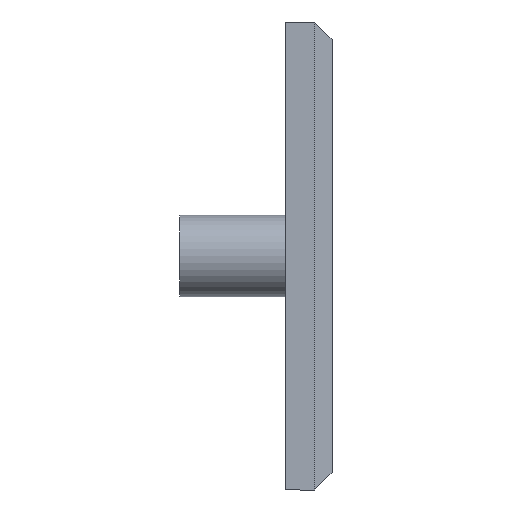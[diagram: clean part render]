
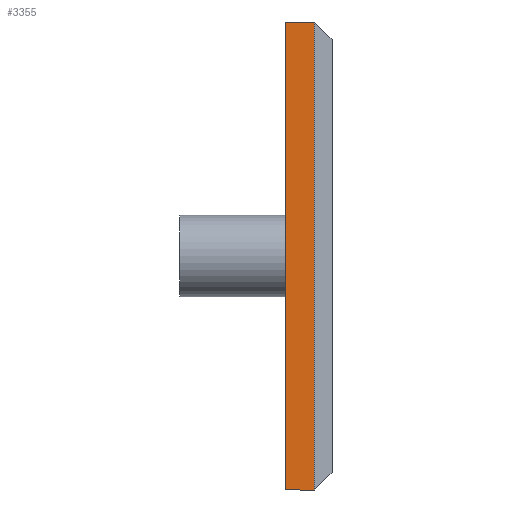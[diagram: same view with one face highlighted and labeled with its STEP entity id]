
A CAD part, left-side view. The second image highlights one B-rep face of the part: STEP entity #3355.
In plain terms, the highlighted planar face has unit normal (-1, 0, 0).
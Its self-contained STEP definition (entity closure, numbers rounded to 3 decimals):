
#19 = EDGE_CURVE ( 'NONE', #5432, #386, #1299, .T. ) ;
#45 = VECTOR ( 'NONE', #2684, 1000. ) ;
#386 = VERTEX_POINT ( 'NONE', #2705 ) ;
#406 = DIRECTION ( 'NONE',  ( 1., 0., 0. ) ) ;
#499 = CARTESIAN_POINT ( 'NONE',  ( -40., 4., 20. ) ) ;
#536 = ORIENTED_EDGE ( 'NONE', *, *, #4051, .F. ) ;
#990 = FACE_OUTER_BOUND ( 'NONE', #6052, .T. ) ;
#1179 = LINE ( 'NONE', #4050, #6243 ) ;
#1193 = DIRECTION ( 'NONE',  ( 0., 0., -1. ) ) ;
#1299 = LINE ( 'NONE', #4988, #6542 ) ;
#1393 = LINE ( 'NONE', #2162, #45 ) ;
#1576 = EDGE_CURVE ( 'NONE', #386, #6475, #3514, .T. ) ;
#1695 = VERTEX_POINT ( 'NONE', #2727 ) ;
#1860 = ORIENTED_EDGE ( 'NONE', *, *, #3006, .F. ) ;
#1926 = ORIENTED_EDGE ( 'NONE', *, *, #19, .F. ) ;
#2026 = DIRECTION ( 'NONE',  ( 0., 0., 1. ) ) ;
#2162 = CARTESIAN_POINT ( 'NONE',  ( -40., 4., -20. ) ) ;
#2684 = DIRECTION ( 'NONE',  ( 0., 1., 0. ) ) ;
#2705 = CARTESIAN_POINT ( 'NONE',  ( -40., 1.5, 20. ) ) ;
#2719 = CARTESIAN_POINT ( 'NONE',  ( -40., 1.5, 20. ) ) ;
#2727 = CARTESIAN_POINT ( 'NONE',  ( -40., 4., -20. ) ) ;
#3006 = EDGE_CURVE ( 'NONE', #6475, #1695, #1393, .T. ) ;
#3355 = ADVANCED_FACE ( 'NONE', ( #990 ), #5967, .F. ) ;
#3514 = LINE ( 'NONE', #2719, #4843 ) ;
#3969 = DIRECTION ( 'NONE',  ( 0., 0., -1. ) ) ;
#4050 = CARTESIAN_POINT ( 'NONE',  ( -40., 4., 20. ) ) ;
#4051 = EDGE_CURVE ( 'NONE', #1695, #5432, #1179, .T. ) ;
#4400 = ORIENTED_EDGE ( 'NONE', *, *, #1576, .F. ) ;
#4715 = CARTESIAN_POINT ( 'NONE',  ( -40., 1.5, -20. ) ) ;
#4843 = VECTOR ( 'NONE', #1193, 1000. ) ;
#4988 = CARTESIAN_POINT ( 'NONE',  ( -40., 4., 20. ) ) ;
#5306 = AXIS2_PLACEMENT_3D ( 'NONE', #6492, #406, #3969 ) ;
#5432 = VERTEX_POINT ( 'NONE', #499 ) ;
#5967 = PLANE ( 'NONE',  #5306 ) ;
#6021 = DIRECTION ( 'NONE',  ( 0., -1., 0. ) ) ;
#6052 = EDGE_LOOP ( 'NONE', ( #4400, #1926, #536, #1860 ) ) ;
#6243 = VECTOR ( 'NONE', #2026, 1000. ) ;
#6475 = VERTEX_POINT ( 'NONE', #4715 ) ;
#6492 = CARTESIAN_POINT ( 'NONE',  ( -40., 4., 20. ) ) ;
#6542 = VECTOR ( 'NONE', #6021, 1000. ) ;
